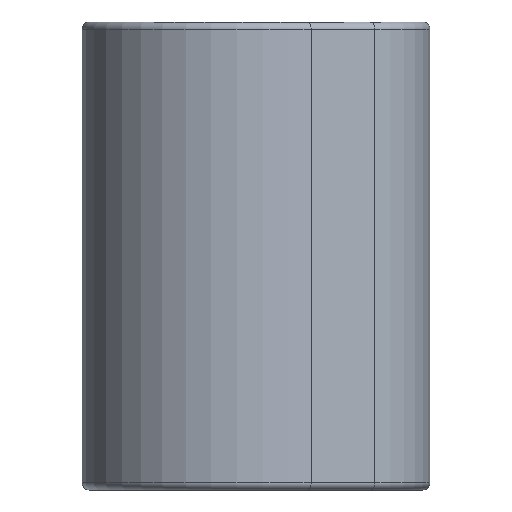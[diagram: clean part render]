
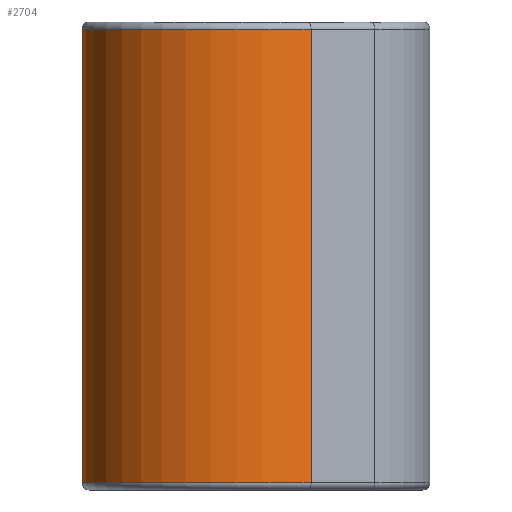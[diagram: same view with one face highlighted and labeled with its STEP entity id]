
A CAD part, left-side view. The second image highlights one B-rep face of the part: STEP entity #2704.
In plain terms, the highlighted cylindrical face has radius 4.15 mm (diameter 8.3 mm), a partial arc.
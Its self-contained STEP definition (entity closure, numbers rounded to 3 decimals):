
#494=DIRECTION('',(0.,0.,1.));
#495=VECTOR('',#494,12.3);
#496=CARTESIAN_POINT('',(-3.594,-2.075,-6.15));
#497=LINE('',#496,#495);
#498=CARTESIAN_POINT('',(0.,0.,6.15));
#499=DIRECTION('',(0.,0.,1.));
#500=DIRECTION('',(0.432,0.902,0.));
#501=AXIS2_PLACEMENT_3D('',#498,#499,#500);
#503=CARTESIAN_POINT('',(0.,0.,-6.15));
#504=DIRECTION('',(0.,0.,-1.));
#505=DIRECTION('',(-0.866,-0.5,0.));
#506=AXIS2_PLACEMENT_3D('',#503,#504,#505);
#508=DIRECTION('',(0.,0.,1.));
#509=VECTOR('',#508,12.3);
#510=CARTESIAN_POINT('',(1.794,3.742,-6.15));
#511=LINE('',#510,#509);
#1764=CARTESIAN_POINT('',(1.794,3.742,6.15));
#1765=VERTEX_POINT('',#1764);
#1768=CARTESIAN_POINT('',(-3.594,-2.075,6.15));
#1769=VERTEX_POINT('',#1768);
#1804=CARTESIAN_POINT('',(-3.594,-2.075,-6.15));
#1805=VERTEX_POINT('',#1804);
#1808=CARTESIAN_POINT('',(1.794,3.742,-6.15));
#1809=VERTEX_POINT('',#1808);
#2692=CARTESIAN_POINT('',(0.,0.,-6.35));
#2693=DIRECTION('',(0.,0.,1.));
#2694=DIRECTION('',(1.,0.,0.));
#2695=AXIS2_PLACEMENT_3D('',#2692,#2693,#2694);
#2696=CYLINDRICAL_SURFACE('',#2695,4.15);
#2697=ORIENTED_EDGE('',*,*,#2540,.T.);
#2698=ORIENTED_EDGE('',*,*,#2687,.F.);
#2699=ORIENTED_EDGE('',*,*,#2113,.T.);
#2701=ORIENTED_EDGE('',*,*,#2700,.T.);
#2702=EDGE_LOOP('',(#2697,#2698,#2699,#2701));
#2703=FACE_OUTER_BOUND('',#2702,.F.);
#2704=ADVANCED_FACE('',(#2703),#2696,.T.);
#502=CIRCLE('',#501,4.15);
#507=CIRCLE('',#506,4.15);
#2113=EDGE_CURVE('',#1805,#1809,#507,.T.);
#2540=EDGE_CURVE('',#1765,#1769,#502,.T.);
#2687=EDGE_CURVE('',#1805,#1769,#497,.T.);
#2700=EDGE_CURVE('',#1809,#1765,#511,.T.);
